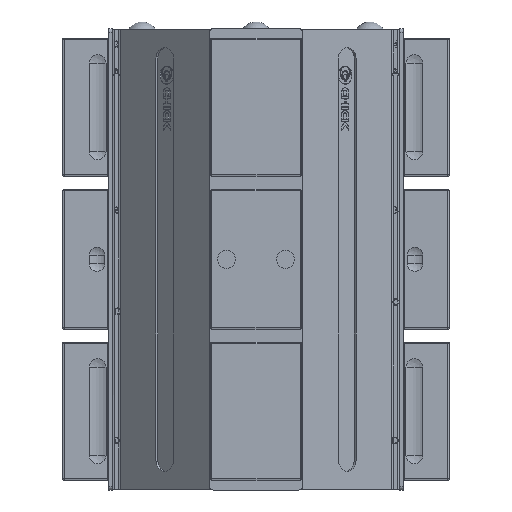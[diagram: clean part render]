
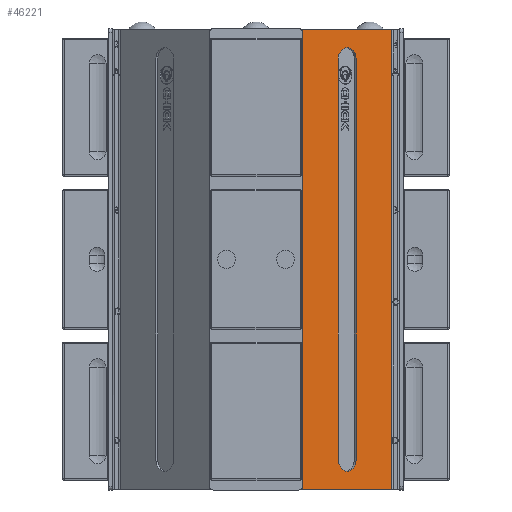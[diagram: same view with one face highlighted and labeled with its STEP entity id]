
A CAD part, front view. The second image highlights one B-rep face of the part: STEP entity #46221.
In plain terms, the highlighted planar face has unit normal (0.707, -0.707, 0).
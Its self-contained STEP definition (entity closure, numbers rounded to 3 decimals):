
#10215=CARTESIAN_POINT('',(25.293,-73.702,-125.0));
#10216=VERTEX_POINT('',#10215);
#10224=CARTESIAN_POINT('',(25.293,-73.702,125.0));
#10225=VERTEX_POINT('',#10224);
#10226=CARTESIAN_POINT('',(25.293,-73.702,-125.0));
#10227=DIRECTION('',(0.0,0.0,1.0));
#10228=VECTOR('',#10227,250.0);
#10229=LINE('',#10226,#10228);
#10230=EDGE_CURVE('',#10216,#10225,#10229,.T.);
#35787=CARTESIAN_POINT('',(73.702,-25.293,125.0));
#35788=VERTEX_POINT('',#35787);
#35789=CARTESIAN_POINT('',(73.702,-25.293,125.0));
#35790=DIRECTION('',(-0.707,-0.707,0.0));
#35791=VECTOR('',#35790,68.461);
#35792=LINE('',#35789,#35791);
#35793=EDGE_CURVE('',#35788,#10225,#35792,.T.);
#45577=CARTESIAN_POINT('',(44.548,-54.447,108.0));
#45578=VERTEX_POINT('',#45577);
#45579=CARTESIAN_POINT('',(54.447,-44.548,108.0));
#45580=VERTEX_POINT('',#45579);
#45581=CARTESIAN_POINT('',(49.497,-49.497,108.0));
#45582=DIRECTION('',(-0.707,0.707,0.0));
#45583=DIRECTION('',(0.707,0.707,0.0));
#45584=AXIS2_PLACEMENT_3D('',#45581,#45582,#45583);
#45585=CIRCLE('',#45584,7.);
#45586=EDGE_CURVE('',#45578,#45580,#45585,.T.);
#45619=CARTESIAN_POINT('',(44.548,-54.447,-108.0));
#45620=VERTEX_POINT('',#45619);
#45621=CARTESIAN_POINT('',(44.548,-54.447,-108.0));
#45622=DIRECTION('',(0.0,0.0,1.0));
#45623=VECTOR('',#45622,216.);
#45624=LINE('',#45621,#45623);
#45625=EDGE_CURVE('',#45620,#45578,#45624,.T.);
#45650=CARTESIAN_POINT('',(54.447,-44.548,-108.0));
#45651=VERTEX_POINT('',#45650);
#45652=CARTESIAN_POINT('',(49.497,-49.497,-108.0));
#45653=DIRECTION('',(-0.707,0.707,0.0));
#45654=DIRECTION('',(-0.707,-0.707,0.0));
#45655=AXIS2_PLACEMENT_3D('',#45652,#45653,#45654);
#45656=CIRCLE('',#45655,7.);
#45657=EDGE_CURVE('',#45651,#45620,#45656,.T.);
#45683=CARTESIAN_POINT('',(54.447,-44.548,108.0));
#45684=DIRECTION('',(0.0,0.0,-1.0));
#45685=VECTOR('',#45684,216.);
#45686=LINE('',#45683,#45685);
#45687=EDGE_CURVE('',#45580,#45651,#45686,.T.);
#45991=CARTESIAN_POINT('',(73.702,-25.293,-125.0));
#45992=VERTEX_POINT('',#45991);
#46000=CARTESIAN_POINT('',(25.293,-73.702,-125.0));
#46001=DIRECTION('',(0.707,0.707,0.0));
#46002=VECTOR('',#46001,68.461);
#46003=LINE('',#46000,#46002);
#46004=EDGE_CURVE('',#10216,#45992,#46003,.T.);
#46188=CARTESIAN_POINT('',(73.702,-25.293,-125.0));
#46189=DIRECTION('',(0.0,0.0,1.0));
#46190=VECTOR('',#46189,250.0);
#46191=LINE('',#46188,#46190);
#46192=EDGE_CURVE('',#45992,#35788,#46191,.T.);
#46204=CARTESIAN_POINT('',(73.702,-25.293,0.0));
#46205=DIRECTION('',(0.707,-0.707,0.0));
#46206=DIRECTION('',(0.0,0.0,-1.0));
#46207=AXIS2_PLACEMENT_3D('',#46204,#46205,#46206);
#46208=PLANE('',#46207);
#46209=ORIENTED_EDGE('',*,*,#35793,.T.);
#46210=ORIENTED_EDGE('',*,*,#10230,.F.);
#46211=ORIENTED_EDGE('',*,*,#46004,.T.);
#46212=ORIENTED_EDGE('',*,*,#46192,.T.);
#46213=EDGE_LOOP('',(#46209,#46210,#46211,#46212));
#46214=FACE_OUTER_BOUND('',#46213,.T.);
#46215=ORIENTED_EDGE('',*,*,#45586,.T.);
#46216=ORIENTED_EDGE('',*,*,#45687,.T.);
#46217=ORIENTED_EDGE('',*,*,#45657,.T.);
#46218=ORIENTED_EDGE('',*,*,#45625,.T.);
#46219=EDGE_LOOP('',(#46215,#46216,#46217,#46218));
#46220=FACE_BOUND('',#46219,.T.);
#46221=ADVANCED_FACE('',(#46214,#46220),#46208,.T.);
